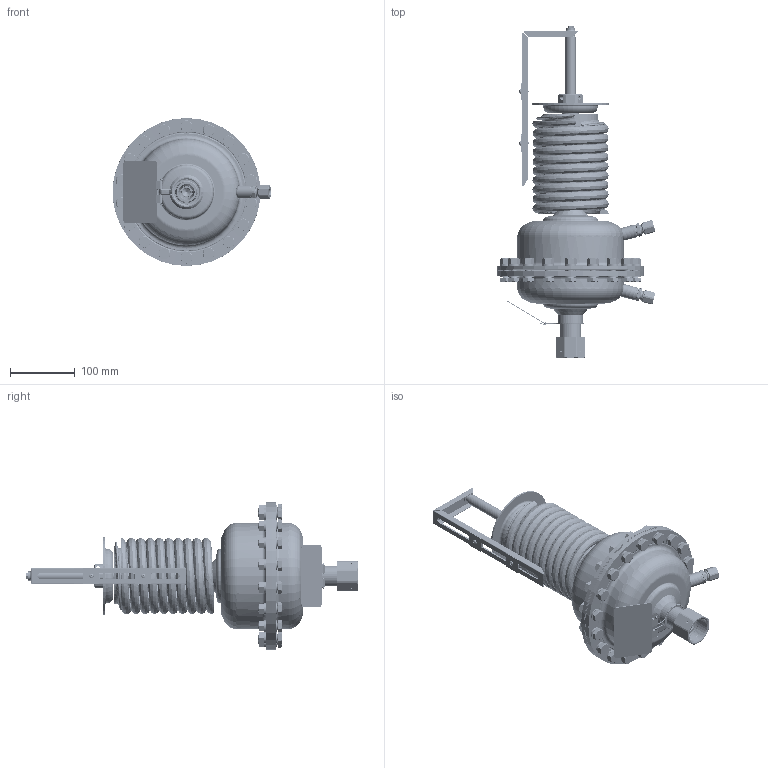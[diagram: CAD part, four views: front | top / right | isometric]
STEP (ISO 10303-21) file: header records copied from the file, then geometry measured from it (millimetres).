
FILE_DESCRIPTION((''),'2;1');
FILE_NAME('003G5698_AFPA2_160CM2_PN40_RED_ASM','2024-03-25T14:24:12',('U384264'),('Danfoss'),'CREO PARAMETRIC BY PTC INC, 2022124','CREO PARAMETRIC BY PTC INC, 2022124','');
FILE_SCHEMA(('CONFIG_CONTROL_DESIGN'));
Products named in the file (45): 88670080_HOUSING160_PN40_PLUS_AF1; 88673420_TUBE_FI38X10X_77_AFA_AF4; WELD_160_6MM_INST_AF1; WELD_160_6MM_2_INST_AF1; 88671680_PRESSURE_CONNECTOR_6MM_AF3; WELD_PRESS_CON_6MM_AF3; 88672080_COV_AFA_160_PN40_PLUS_ASM; 88673710_GASKET_PA_160_PN40; 88670090_HOUSING160_PN40_MINUS_AF1; 88673410_TUBE_FI38X10X33_AF7; 88671680_PRESSURE_CONNECTOR_6MM; WELD_PRESS_CON_6MM; WELD_160_6MM_INST_AF2; WELD_160_6MM_2_INST_AF2; 88672090_COV_AFA_160_PN40_MINUS_ASM; 88671700_GUIDING_BUSH_PA; 88670330_SPRING_HOLDER_AFA2; 88673140_I1; 88670310_SPRING_HOLDER_PA_AFA; 88671080_SETTING_NUT_AFA; 5521168; 5195021; 88671050_SETTING_SPINDLE_AFA; 5221571; 88670600_CONNECTING_NUT_G1_1_4; 55511011; 51018011; 52017500; 51917340; 5454051; WALTER_CONNECTION; WALTER_PROFILE_RING; WALTER_CONNECTION_NUT; 8863078_ASM; 88630640_ASM; 3220149; 88673340_SCALE_COMPENSATOR_AFX; 8867345_SCALE_HOLDER_PA; 51817250; 8867348_SETTING_SCALE_PA ...
Assembly tree (120 placements, depth 4):
  003G5698_AFPA2_160CM2_PN40_RED_ASM
    88672080_COV_AFA_160_PN40_PLUS_ASM
      88670080_HOUSING160_PN40_PLUS_AF1
      88673420_TUBE_FI38X10X_77_AFA_AF4
      WELD_160_6MM_INST_AF1
      WELD_160_6MM_2_INST_AF1
      88671680_PRESSURE_CONNECTOR_6MM_AF3
      WELD_PRESS_CON_6MM_AF3
    88673710_GASKET_PA_160_PN40  x2
    88672090_COV_AFA_160_PN40_MINUS_ASM
      88670090_HOUSING160_PN40_MINUS_AF1
      88673410_TUBE_FI38X10X33_AF7
      88671680_PRESSURE_CONNECTOR_6MM
      WELD_PRESS_CON_6MM
      WELD_160_6MM_INST_AF2
      WELD_160_6MM_2_INST_AF2
    88671700_GUIDING_BUSH_PA
    88670330_SPRING_HOLDER_AFA2  x2
    88673140_I1
    88670310_SPRING_HOLDER_PA_AFA
    88671080_SETTING_NUT_AFA
    5521168
    5195021
    88671050_SETTING_SPINDLE_AFA
    5221571
    88670600_CONNECTING_NUT_G1_1_4
    55511011
    51018011  x18
    52017500  x36
    51917340  x18
    5454051  x2
    88630640_ASM  x2
      8863078_ASM
        WALTER_CONNECTION
        WALTER_PROFILE_RING
        WALTER_CONNECTION_NUT
    3220149
    88673340_SCALE_COMPENSATOR_AFX
    8867345_SCALE_HOLDER_PA
    51817250
    8867348_SETTING_SCALE_PA  x2
    88673470_SQUARE_NUT_HOLDER_PA  x2
    51817260_SCREW_BN33  x2
    88673820
    88673810_LABEL_PLATE_PA
Bounding box: 244.86 x 511.7 x 228 mm (x, y, z)
Volume: 1817460.3 mm3; surface area: 803959.7 mm2
Topology: 135 solids, 188 shells, 3496 faces, 8240 edges, 5042 vertices
Faces by surface type: cylinder 1296, plane 840, cone 748, torus 330, bspline 202, sphere 80
Entity records: 68253 total; most frequent: CARTESIAN_POINT 26007, DIRECTION 9217, ORIENTED_EDGE 8236, EDGE_CURVE 4153, AXIS2_PLACEMENT_3D 3962, VERTEX_POINT 2531, CIRCLE 2112, EDGE_LOOP 2044
